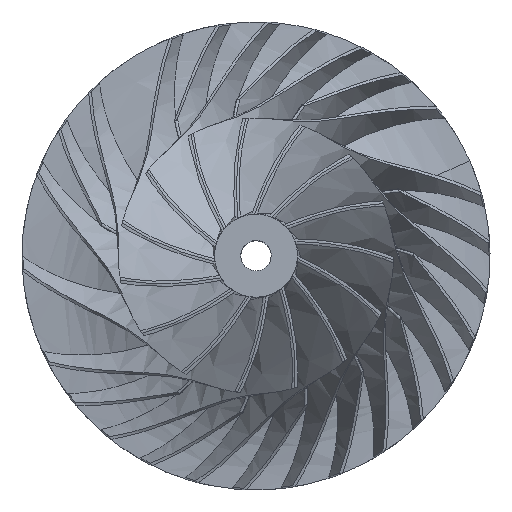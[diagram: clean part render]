
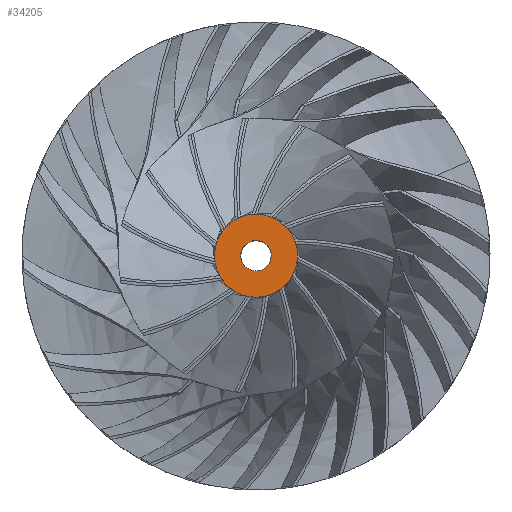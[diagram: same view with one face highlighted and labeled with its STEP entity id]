
A CAD part, top view. The second image highlights one B-rep face of the part: STEP entity #34205.
In plain terms, the highlighted free-form (B-spline) face has degree [1, 1] with [2, 2] control points.
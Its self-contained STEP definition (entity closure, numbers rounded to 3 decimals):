
#33306 = VERTEX_POINT('',#33307);
#33307 = CARTESIAN_POINT('',(-25.115,3.719,
    116.178));
#33325 = EDGE_CURVE('',#33306,#33306,#33326,.T.);
#33326 = ( BOUNDED_CURVE() B_SPLINE_CURVE(2,(#33327,#33328,#33329,#33330
    ,#33331,#33332,#33333),.UNSPECIFIED.,.T.,.F.) 
B_SPLINE_CURVE_WITH_KNOTS((3,2,2,3),(3.142,5.236,
7.33,9.425),.PIECEWISE_BEZIER_KNOTS.) CURVE() 
GEOMETRIC_REPRESENTATION_ITEM() RATIONAL_B_SPLINE_CURVE((1.,0.5,1.,0.5,
1.,0.5,1.)) REPRESENTATION_ITEM('') );
#33327 = CARTESIAN_POINT('',(-25.115,3.719,
    116.178));
#33328 = CARTESIAN_POINT('',(-18.673,-10.75,
    116.178));
#33329 = CARTESIAN_POINT('',(-34.425,-9.094,
    116.178));
#33330 = CARTESIAN_POINT('',(-50.177,-7.439,
    116.178));
#33331 = CARTESIAN_POINT('',(-40.867,5.375,
    116.178));
#33332 = CARTESIAN_POINT('',(-31.557,18.189,
    116.178));
#33333 = CARTESIAN_POINT('',(-25.115,3.719,
    116.178));
#34168 = EDGE_CURVE('',#34169,#34169,#34171,.T.);
#34169 = VERTEX_POINT('',#34170);
#34170 = CARTESIAN_POINT('',(-10.623,10.172,
    116.178));
#34171 = ( BOUNDED_CURVE() B_SPLINE_CURVE(2,(#34172,#34173,#34174,#34175
    ,#34176,#34177,#34178),.UNSPECIFIED.,.T.,.F.) 
B_SPLINE_CURVE_WITH_KNOTS((3,2,2,3),(3.142,5.236,
7.33,9.425),.PIECEWISE_BEZIER_KNOTS.) CURVE() 
GEOMETRIC_REPRESENTATION_ITEM() RATIONAL_B_SPLINE_CURVE((1.,0.5,1.,0.5,
1.,0.5,1.)) REPRESENTATION_ITEM('') );
#34172 = CARTESIAN_POINT('',(-10.623,10.172,
    116.178));
#34173 = CARTESIAN_POINT('',(6.995,-29.399,
    116.178));
#34174 = CARTESIAN_POINT('',(-36.083,-24.871,
    116.178));
#34175 = CARTESIAN_POINT('',(-79.161,-20.343,
    116.178));
#34176 = CARTESIAN_POINT('',(-53.701,14.699,
    116.178));
#34177 = CARTESIAN_POINT('',(-28.241,49.742,
    116.178));
#34178 = CARTESIAN_POINT('',(-10.623,10.172,
    116.178));
#34205 = ADVANCED_FACE('',(#34206,#34209),#34212,.F.);
#34206 = FACE_BOUND('',#34207,.T.);
#34207 = EDGE_LOOP('',(#34208));
#34208 = ORIENTED_EDGE('',*,*,#34168,.F.);
#34209 = FACE_BOUND('',#34210,.T.);
#34210 = EDGE_LOOP('',(#34211));
#34211 = ORIENTED_EDGE('',*,*,#33325,.T.);
#34212 = B_SPLINE_SURFACE_WITH_KNOTS('',1,1,(
    (#34213,#34214)
    ,(#34215,#34216
    )),.UNSPECIFIED.,.F.,.F.,.F.,(2,2),(2,2),(-17.233,
    17.233),(-17.233,17.233),
  .PIECEWISE_BEZIER_KNOTS.);
#34213 = CARTESIAN_POINT('',(-66.487,12.674,
    116.178));
#34214 = CARTESIAN_POINT('',(-46.143,-33.018,
    116.178));
#34215 = CARTESIAN_POINT('',(-20.795,33.018,
    116.178));
#34216 = CARTESIAN_POINT('',(-0.451,-12.674,
    116.178));
